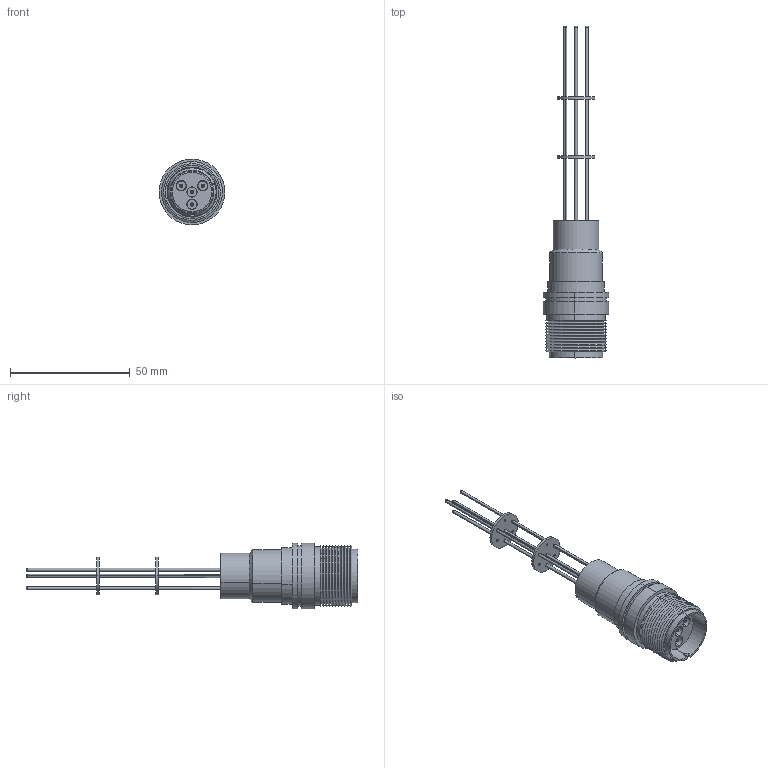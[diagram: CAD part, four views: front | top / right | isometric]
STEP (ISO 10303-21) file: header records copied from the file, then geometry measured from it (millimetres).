
FILE_DESCRIPTION (( 'STEP AP203' ), '1' );
FILE_NAME ('A4208-1-W.STEP', '2011-10-11T20:31:16', ( '' ), ( '' ), 'SwSTEP 2.0', 'SolidWorks 2011', '' );
FILE_SCHEMA (( 'CONFIG_CONTROL_DESIGN' ));
Length unit declared in the file: inch
Products named in the file (1): A4208-1-W
Bounding box: 27.41 x 138.48 x 27.41 mm (x, y, z)
Volume: 15015 mm3; surface area: 16756.5 mm2
Topology: 1 solids, 1 shells, 288 faces, 647 edges, 396 vertices
Faces by surface type: cylinder 122, cone 86, plane 54, torus 18, sphere 8
Entity records: 8114 total; most frequent: DIRECTION 1605, CARTESIAN_POINT 1308, ORIENTED_EDGE 1262, AXIS2_PLACEMENT_3D 685, EDGE_CURVE 631, CIRCLE 396, VERTEX_POINT 388, EDGE_LOOP 355
